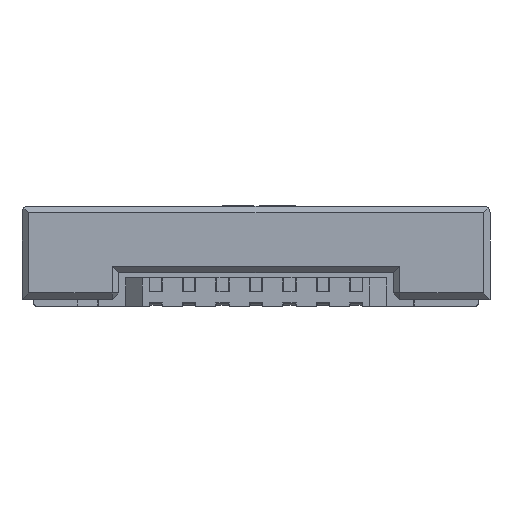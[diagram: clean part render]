
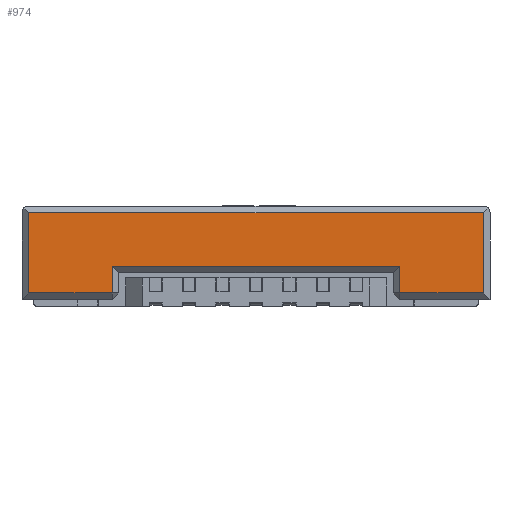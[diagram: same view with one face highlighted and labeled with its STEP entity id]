
A CAD part, front view. The second image highlights one B-rep face of the part: STEP entity #974.
In plain terms, the highlighted planar face has unit normal (0, -1, 0).
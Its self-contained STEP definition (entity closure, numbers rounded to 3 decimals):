
#678 = VECTOR ( 'NONE', #14907, 1000. ) ;
#775 = PLANE ( 'NONE',  #22974 ) ;
#974 = ADVANCED_FACE ( 'NONE', ( #9084 ), #775, .T. ) ;
#2334 = ORIENTED_EDGE ( 'NONE', *, *, #5198, .T. ) ;
#2372 = EDGE_CURVE ( 'NONE', #8614, #16797, #14479, .T. ) ;
#2749 = CARTESIAN_POINT ( 'NONE',  ( -4.3, -4.55, 0. ) ) ;
#2772 = DIRECTION ( 'NONE',  ( -1., 0., 0. ) ) ;
#3307 = ORIENTED_EDGE ( 'NONE', *, *, #18920, .T. ) ;
#3538 = CARTESIAN_POINT ( 'NONE',  ( 6.8, -4.55, 2.8 ) ) ;
#4083 = VERTEX_POINT ( 'NONE', #13987 ) ;
#4668 = VECTOR ( 'NONE', #7463, 1000. ) ;
#4810 = CARTESIAN_POINT ( 'NONE',  ( -6.8, -4.55, 2.8 ) ) ;
#4830 = LINE ( 'NONE', #2749, #16349 ) ;
#5198 = EDGE_CURVE ( 'NONE', #12599, #21260, #8307, .T. ) ;
#6394 = CARTESIAN_POINT ( 'NONE',  ( 6.8, -4.55, 0. ) ) ;
#7463 = DIRECTION ( 'NONE',  ( 0., 0., -1. ) ) ;
#7506 = LINE ( 'NONE', #11697, #20641 ) ;
#7745 = EDGE_CURVE ( 'NONE', #4083, #12599, #7506, .T. ) ;
#7924 = CARTESIAN_POINT ( 'NONE',  ( 4.3, -4.55, 0.4 ) ) ;
#8157 = DIRECTION ( 'NONE',  ( 0., 0., -1. ) ) ;
#8307 = LINE ( 'NONE', #8560, #23515 ) ;
#8560 = CARTESIAN_POINT ( 'NONE',  ( 4.3, -4.55, 0. ) ) ;
#8614 = VERTEX_POINT ( 'NONE', #20911 ) ;
#8894 = CARTESIAN_POINT ( 'NONE',  ( -4.3, -4.55, 0.4 ) ) ;
#9084 = FACE_OUTER_BOUND ( 'NONE', #13234, .T. ) ;
#9539 = LINE ( 'NONE', #13473, #4668 ) ;
#9645 = VECTOR ( 'NONE', #12657, 1000. ) ;
#11053 = EDGE_CURVE ( 'NONE', #12815, #12526, #12405, .T. ) ;
#11154 = ORIENTED_EDGE ( 'NONE', *, *, #2372, .T. ) ;
#11697 = CARTESIAN_POINT ( 'NONE',  ( 0., -4.55, 1.2 ) ) ;
#12405 = LINE ( 'NONE', #6394, #678 ) ;
#12526 = VERTEX_POINT ( 'NONE', #3538 ) ;
#12599 = VERTEX_POINT ( 'NONE', #21540 ) ;
#12657 = DIRECTION ( 'NONE',  ( 1., 0., 0. ) ) ;
#12815 = VERTEX_POINT ( 'NONE', #19146 ) ;
#13234 = EDGE_LOOP ( 'NONE', ( #25205, #11154, #20391, #25281, #2334, #3307, #20628, #19812 ) ) ;
#13422 = CARTESIAN_POINT ( 'NONE',  ( 0., -4.55, 0. ) ) ;
#13473 = CARTESIAN_POINT ( 'NONE',  ( -6.8, -4.55, 0. ) ) ;
#13987 = CARTESIAN_POINT ( 'NONE',  ( -4.3, -4.55, 1.2 ) ) ;
#14479 = LINE ( 'NONE', #14748, #9645 ) ;
#14722 = EDGE_CURVE ( 'NONE', #12526, #18903, #26005, .T. ) ;
#14748 = CARTESIAN_POINT ( 'NONE',  ( 0., -4.55, 0.4 ) ) ;
#14907 = DIRECTION ( 'NONE',  ( 0., 0., 1. ) ) ;
#15228 = LINE ( 'NONE', #25816, #20574 ) ;
#15249 = DIRECTION ( 'NONE',  ( 0., 0., 1. ) ) ;
#15960 = DIRECTION ( 'NONE',  ( 1., 0., 0. ) ) ;
#16349 = VECTOR ( 'NONE', #15249, 1000. ) ;
#16797 = VERTEX_POINT ( 'NONE', #8894 ) ;
#18903 = VERTEX_POINT ( 'NONE', #4810 ) ;
#18920 = EDGE_CURVE ( 'NONE', #21260, #12815, #15228, .T. ) ;
#19146 = CARTESIAN_POINT ( 'NONE',  ( 6.8, -4.55, 0.4 ) ) ;
#19358 = DIRECTION ( 'NONE',  ( 1., 0., 0. ) ) ;
#19812 = ORIENTED_EDGE ( 'NONE', *, *, #14722, .T. ) ;
#20003 = DIRECTION ( 'NONE',  ( 0., 0., -1. ) ) ;
#20391 = ORIENTED_EDGE ( 'NONE', *, *, #27141, .T. ) ;
#20574 = VECTOR ( 'NONE', #19358, 1000. ) ;
#20628 = ORIENTED_EDGE ( 'NONE', *, *, #11053, .T. ) ;
#20641 = VECTOR ( 'NONE', #15960, 1000. ) ;
#20911 = CARTESIAN_POINT ( 'NONE',  ( -6.8, -4.55, 0.4 ) ) ;
#21260 = VERTEX_POINT ( 'NONE', #7924 ) ;
#21540 = CARTESIAN_POINT ( 'NONE',  ( 4.3, -4.55, 1.2 ) ) ;
#21746 = CARTESIAN_POINT ( 'NONE',  ( 0., -4.55, 2.8 ) ) ;
#22974 = AXIS2_PLACEMENT_3D ( 'NONE', #13422, #25928, #20003 ) ;
#23515 = VECTOR ( 'NONE', #8157, 1000. ) ;
#25000 = VECTOR ( 'NONE', #2772, 1000. ) ;
#25205 = ORIENTED_EDGE ( 'NONE', *, *, #26604, .T. ) ;
#25281 = ORIENTED_EDGE ( 'NONE', *, *, #7745, .T. ) ;
#25816 = CARTESIAN_POINT ( 'NONE',  ( 0., -4.55, 0.4 ) ) ;
#25928 = DIRECTION ( 'NONE',  ( 0., -1., 0. ) ) ;
#26005 = LINE ( 'NONE', #21746, #25000 ) ;
#26604 = EDGE_CURVE ( 'NONE', #18903, #8614, #9539, .T. ) ;
#27141 = EDGE_CURVE ( 'NONE', #16797, #4083, #4830, .T. ) ;
